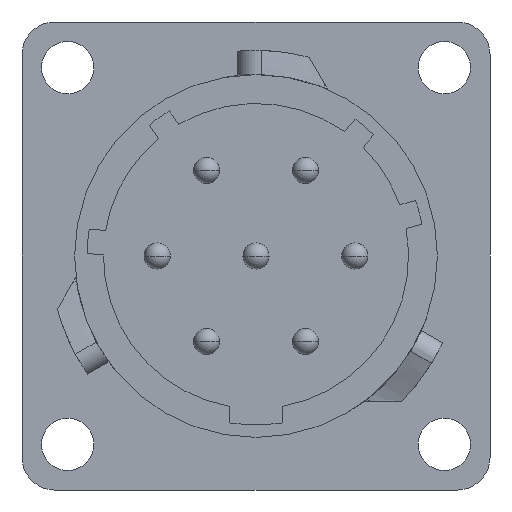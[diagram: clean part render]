
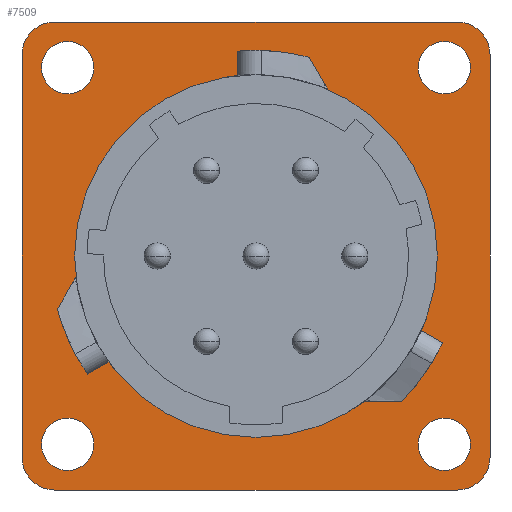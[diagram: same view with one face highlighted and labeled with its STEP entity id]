
A CAD part, front view. The second image highlights one B-rep face of the part: STEP entity #7509.
In plain terms, the highlighted planar face has unit normal (0, -1, 0).
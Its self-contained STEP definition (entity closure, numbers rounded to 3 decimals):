
#806=DIRECTION('',(-1.,0.,0.));
#807=VECTOR('',#806,24.6);
#808=CARTESIAN_POINT('',(12.3,0.,-14.3));
#809=LINE('',#808,#807);
#810=DIRECTION('',(0.,0.,1.));
#811=VECTOR('',#810,24.6);
#812=CARTESIAN_POINT('',(-14.3,0.,-12.3));
#813=LINE('',#812,#811);
#814=DIRECTION('',(1.,0.,0.));
#815=VECTOR('',#814,24.6);
#816=CARTESIAN_POINT('',(-12.3,0.,14.3));
#817=LINE('',#816,#815);
#818=DIRECTION('',(0.,0.,-1.));
#819=VECTOR('',#818,24.6);
#820=CARTESIAN_POINT('',(14.3,0.,12.3));
#821=LINE('',#820,#819);
#822=CARTESIAN_POINT('',(0.,0.,0.));
#823=DIRECTION('',(0.,1.,0.));
#824=DIRECTION('',(-1.,0.,0.));
#825=AXIS2_PLACEMENT_3D('',#822,#823,#824);
#827=CARTESIAN_POINT('',(0.,0.,0.));
#828=DIRECTION('',(0.,1.,0.));
#829=DIRECTION('',(1.,0.,0.));
#830=AXIS2_PLACEMENT_3D('',#827,#828,#829);
#832=CARTESIAN_POINT('',(-11.505,0.,11.505));
#833=DIRECTION('',(0.,1.,0.));
#834=DIRECTION('',(-1.,0.,0.));
#835=AXIS2_PLACEMENT_3D('',#832,#833,#834);
#837=CARTESIAN_POINT('',(-11.505,0.,11.505));
#838=DIRECTION('',(0.,1.,0.));
#839=DIRECTION('',(1.,0.,0.));
#840=AXIS2_PLACEMENT_3D('',#837,#838,#839);
#842=CARTESIAN_POINT('',(11.505,0.,11.505));
#843=DIRECTION('',(0.,1.,0.));
#844=DIRECTION('',(-1.,0.,0.));
#845=AXIS2_PLACEMENT_3D('',#842,#843,#844);
#847=CARTESIAN_POINT('',(11.505,0.,11.505));
#848=DIRECTION('',(0.,1.,0.));
#849=DIRECTION('',(1.,0.,0.));
#850=AXIS2_PLACEMENT_3D('',#847,#848,#849);
#852=CARTESIAN_POINT('',(-11.505,0.,-11.505));
#853=DIRECTION('',(0.,1.,0.));
#854=DIRECTION('',(-1.,0.,0.));
#855=AXIS2_PLACEMENT_3D('',#852,#853,#854);
#857=CARTESIAN_POINT('',(-11.505,0.,-11.505));
#858=DIRECTION('',(0.,1.,0.));
#859=DIRECTION('',(1.,0.,0.));
#860=AXIS2_PLACEMENT_3D('',#857,#858,#859);
#862=CARTESIAN_POINT('',(11.505,0.,-11.505));
#863=DIRECTION('',(0.,1.,0.));
#864=DIRECTION('',(-1.,0.,0.));
#865=AXIS2_PLACEMENT_3D('',#862,#863,#864);
#867=CARTESIAN_POINT('',(11.505,0.,-11.505));
#868=DIRECTION('',(0.,1.,0.));
#869=DIRECTION('',(1.,0.,0.));
#870=AXIS2_PLACEMENT_3D('',#867,#868,#869);
#885=CARTESIAN_POINT('',(12.3,0.,-12.3));
#886=DIRECTION('',(0.,-1.,0.));
#887=DIRECTION('',(0.,0.,-1.));
#888=AXIS2_PLACEMENT_3D('',#885,#886,#887);
#903=CARTESIAN_POINT('',(12.3,0.,12.3));
#904=DIRECTION('',(0.,-1.,0.));
#905=DIRECTION('',(1.,0.,0.));
#906=AXIS2_PLACEMENT_3D('',#903,#904,#905);
#921=CARTESIAN_POINT('',(-12.3,0.,12.3));
#922=DIRECTION('',(0.,-1.,0.));
#923=DIRECTION('',(0.,0.,1.));
#924=AXIS2_PLACEMENT_3D('',#921,#922,#923);
#939=CARTESIAN_POINT('',(-12.3,0.,-12.3));
#940=DIRECTION('',(0.,-1.,0.));
#941=DIRECTION('',(-1.,0.,0.));
#942=AXIS2_PLACEMENT_3D('',#939,#940,#941);
#5301=CARTESIAN_POINT('',(-11.085,0.,0.));
#5302=CARTESIAN_POINT('',(11.085,0.,0.));
#5303=VERTEX_POINT('',#5301);
#5304=VERTEX_POINT('',#5302);
#5318=CARTESIAN_POINT('',(14.3,0.,-12.3));
#5320=VERTEX_POINT('',#5318);
#5323=CARTESIAN_POINT('',(12.3,0.,-14.3));
#5324=VERTEX_POINT('',#5323);
#5326=CARTESIAN_POINT('',(12.3,0.,14.3));
#5328=VERTEX_POINT('',#5326);
#5331=CARTESIAN_POINT('',(14.3,0.,12.3));
#5332=VERTEX_POINT('',#5331);
#5334=CARTESIAN_POINT('',(-14.3,0.,12.3));
#5336=VERTEX_POINT('',#5334);
#5339=CARTESIAN_POINT('',(-12.3,0.,14.3));
#5340=VERTEX_POINT('',#5339);
#5342=CARTESIAN_POINT('',(-12.3,0.,-14.3));
#5344=VERTEX_POINT('',#5342);
#5347=CARTESIAN_POINT('',(-14.3,0.,-12.3));
#5348=VERTEX_POINT('',#5347);
#5357=CARTESIAN_POINT('',(-13.105,0.,11.505));
#5358=CARTESIAN_POINT('',(-9.905,0.,11.505));
#5359=VERTEX_POINT('',#5357);
#5360=VERTEX_POINT('',#5358);
#5361=CARTESIAN_POINT('',(9.905,0.,11.505));
#5362=CARTESIAN_POINT('',(13.105,0.,11.505));
#5363=VERTEX_POINT('',#5361);
#5364=VERTEX_POINT('',#5362);
#5373=CARTESIAN_POINT('',(-13.105,0.,-11.505));
#5374=CARTESIAN_POINT('',(-9.905,0.,-11.505));
#5375=VERTEX_POINT('',#5373);
#5376=VERTEX_POINT('',#5374);
#5377=CARTESIAN_POINT('',(9.905,0.,-11.505));
#5378=CARTESIAN_POINT('',(13.105,0.,-11.505));
#5379=VERTEX_POINT('',#5377);
#5380=VERTEX_POINT('',#5378);
#7458=CARTESIAN_POINT('',(0.,0.,0.));
#7459=DIRECTION('',(0.,1.,0.));
#7460=DIRECTION('',(1.,0.,0.));
#7461=AXIS2_PLACEMENT_3D('',#7458,#7459,#7460);
#7462=PLANE('',#7461);
#7464=ORIENTED_EDGE('',*,*,#7463,.F.);
#7466=ORIENTED_EDGE('',*,*,#7465,.T.);
#7468=ORIENTED_EDGE('',*,*,#7467,.F.);
#7470=ORIENTED_EDGE('',*,*,#7469,.T.);
#7472=ORIENTED_EDGE('',*,*,#7471,.F.);
#7474=ORIENTED_EDGE('',*,*,#7473,.T.);
#7476=ORIENTED_EDGE('',*,*,#7475,.F.);
#7478=ORIENTED_EDGE('',*,*,#7477,.T.);
#7479=EDGE_LOOP('',(#7464,#7466,#7468,#7470,#7472,#7474,#7476,#7478));
#7480=FACE_OUTER_BOUND('',#7479,.F.);
#7481=ORIENTED_EDGE('',*,*,#7386,.F.);
#7482=ORIENTED_EDGE('',*,*,#7417,.F.);
#7483=EDGE_LOOP('',(#7481,#7482));
#7484=FACE_BOUND('',#7483,.F.);
#7486=ORIENTED_EDGE('',*,*,#7485,.F.);
#7488=ORIENTED_EDGE('',*,*,#7487,.F.);
#7489=EDGE_LOOP('',(#7486,#7488));
#7490=FACE_BOUND('',#7489,.F.);
#7492=ORIENTED_EDGE('',*,*,#7491,.F.);
#7494=ORIENTED_EDGE('',*,*,#7493,.F.);
#7495=EDGE_LOOP('',(#7492,#7494));
#7496=FACE_BOUND('',#7495,.F.);
#7498=ORIENTED_EDGE('',*,*,#7497,.F.);
#7500=ORIENTED_EDGE('',*,*,#7499,.F.);
#7501=EDGE_LOOP('',(#7498,#7500));
#7502=FACE_BOUND('',#7501,.F.);
#7504=ORIENTED_EDGE('',*,*,#7503,.F.);
#7506=ORIENTED_EDGE('',*,*,#7505,.F.);
#7507=EDGE_LOOP('',(#7504,#7506));
#7508=FACE_BOUND('',#7507,.F.);
#7509=ADVANCED_FACE('',(#7480,#7484,#7490,#7496,#7502,#7508),#7462,.F.);
#826=CIRCLE('',#825,11.085);
#831=CIRCLE('',#830,11.085);
#836=CIRCLE('',#835,1.6);
#841=CIRCLE('',#840,1.6);
#846=CIRCLE('',#845,1.6);
#851=CIRCLE('',#850,1.6);
#856=CIRCLE('',#855,1.6);
#861=CIRCLE('',#860,1.6);
#866=CIRCLE('',#865,1.6);
#871=CIRCLE('',#870,1.6);
#889=CIRCLE('',#888,2.);
#907=CIRCLE('',#906,2.);
#925=CIRCLE('',#924,2.);
#943=CIRCLE('',#942,2.);
#7386=EDGE_CURVE('',#5303,#5304,#826,.T.);
#7417=EDGE_CURVE('',#5304,#5303,#831,.T.);
#7463=EDGE_CURVE('',#5324,#5320,#889,.T.);
#7465=EDGE_CURVE('',#5324,#5344,#809,.T.);
#7467=EDGE_CURVE('',#5348,#5344,#943,.T.);
#7469=EDGE_CURVE('',#5348,#5336,#813,.T.);
#7471=EDGE_CURVE('',#5340,#5336,#925,.T.);
#7473=EDGE_CURVE('',#5340,#5328,#817,.T.);
#7475=EDGE_CURVE('',#5332,#5328,#907,.T.);
#7477=EDGE_CURVE('',#5332,#5320,#821,.T.);
#7485=EDGE_CURVE('',#5359,#5360,#836,.T.);
#7487=EDGE_CURVE('',#5360,#5359,#841,.T.);
#7491=EDGE_CURVE('',#5363,#5364,#846,.T.);
#7493=EDGE_CURVE('',#5364,#5363,#851,.T.);
#7497=EDGE_CURVE('',#5375,#5376,#856,.T.);
#7499=EDGE_CURVE('',#5376,#5375,#861,.T.);
#7503=EDGE_CURVE('',#5379,#5380,#866,.T.);
#7505=EDGE_CURVE('',#5380,#5379,#871,.T.);
